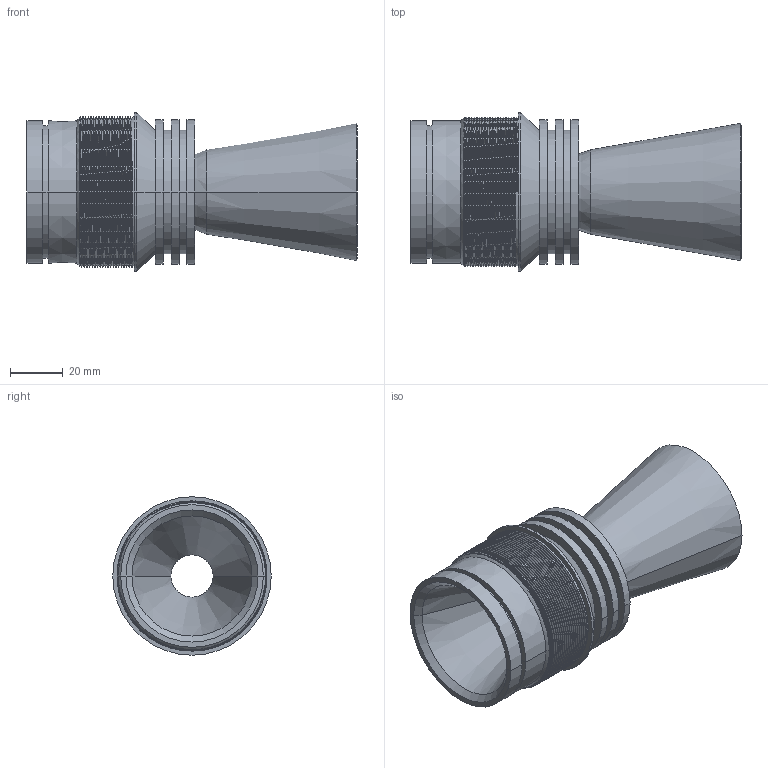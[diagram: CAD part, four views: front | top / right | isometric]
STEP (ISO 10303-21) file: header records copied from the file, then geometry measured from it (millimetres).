
FILE_DESCRIPTION (( 'STEP AP203' ), '1' );
FILE_NAME ('Tuyere_v1_3D.STEP', '2024-03-06T22:50:11', ( '' ), ( '' ), 'SwSTEP 2.0', 'SolidWorks 2022', '' );
FILE_SCHEMA (( 'CONFIG_CONTROL_DESIGN' ));
Length unit declared in the file: millimetre
Products named in the file (1): Tuyere_v1_3D
Bounding box: 125.03 x 60 x 60 mm (x, y, z)
Volume: 109015.8 mm3; surface area: 42127 mm2
Topology: 1 solids, 1 shells, 103 faces, 250 edges, 156 vertices
Faces by surface type: cylinder 61, cone 26, plane 10, bspline 6
Entity records: 7203 total; most frequent: CARTESIAN_POINT 4959, ORIENTED_EDGE 500, DIRECTION 414, EDGE_CURVE 250, AXIS2_PLACEMENT_3D 162, VERTEX_POINT 156, EDGE_LOOP 112, ADVANCED_FACE 103
